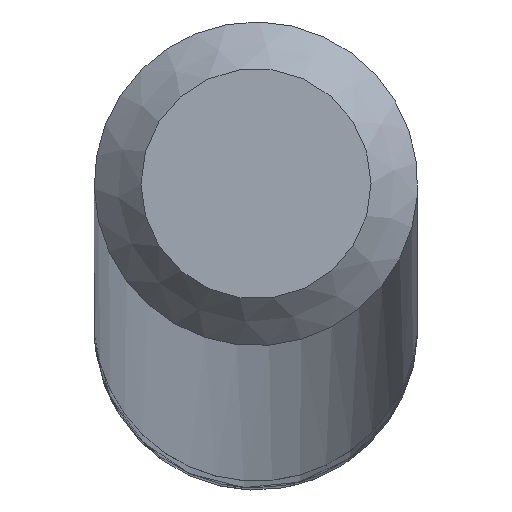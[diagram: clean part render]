
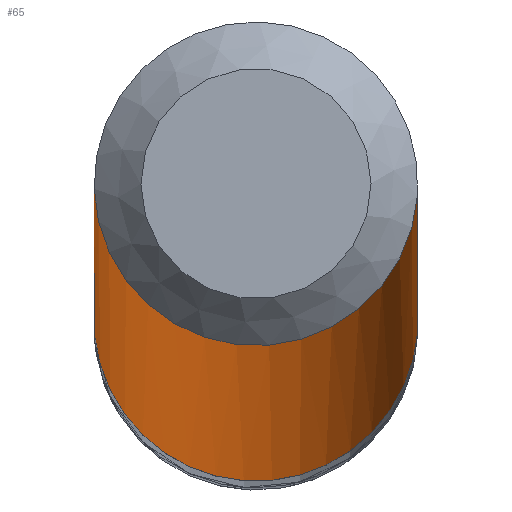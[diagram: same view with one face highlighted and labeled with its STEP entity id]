
A CAD part, top view. The second image highlights one B-rep face of the part: STEP entity #65.
In plain terms, the highlighted cylindrical face has radius 0.596 mm (diameter 1.191 mm), a full revolution.
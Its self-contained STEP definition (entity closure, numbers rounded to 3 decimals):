
#28=CYLINDRICAL_SURFACE('',#171,0.595);
#56=FACE_BOUND('',#84,.T.);
#57=FACE_BOUND('',#85,.T.);
#65=ADVANCED_FACE('',(#56,#57),#28,.T.);
#84=EDGE_LOOP('',(#98));
#85=EDGE_LOOP('',(#99));
#98=ORIENTED_EDGE('',*,*,#117,.F.);
#99=ORIENTED_EDGE('',*,*,#116,.T.);
#109=VERTEX_POINT('',#242);
#110=VERTEX_POINT('',#245);
#116=EDGE_CURVE('',#109,#109,#123,.T.);
#117=EDGE_CURVE('',#110,#110,#124,.T.);
#123=CIRCLE('',#168,0.595);
#124=CIRCLE('',#170,0.595);
#168=AXIS2_PLACEMENT_3D('',#241,#200,#201);
#170=AXIS2_PLACEMENT_3D('',#244,#204,#205);
#171=AXIS2_PLACEMENT_3D('',#246,#206,#207);
#200=DIRECTION('',(0.,0.,1.));
#201=DIRECTION('',(0.413,0.911,0.));
#204=DIRECTION('',(0.,0.,1.));
#205=DIRECTION('',(0.413,0.911,0.));
#206=DIRECTION('',(0.,0.,1.));
#207=DIRECTION('',(0.413,0.911,0.));
#241=CARTESIAN_POINT('',(0.,0.,-285.75));
#242=CARTESIAN_POINT('',(0.246,0.542,-285.75));
#244=CARTESIAN_POINT('',(0.,0.,-0.172));
#245=CARTESIAN_POINT('',(0.246,0.542,-0.172));
#246=CARTESIAN_POINT('',(0.,0.,-304.8));
